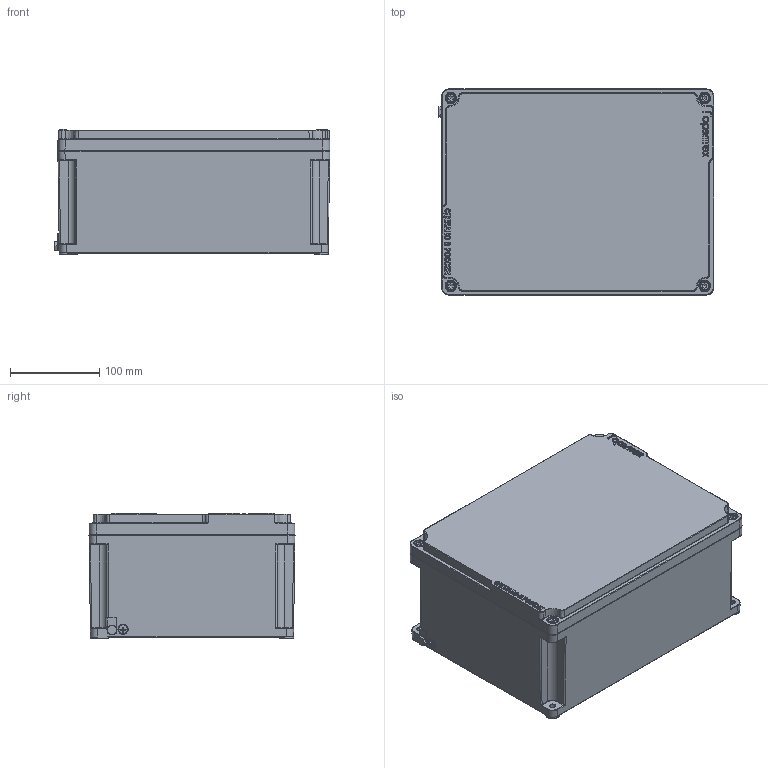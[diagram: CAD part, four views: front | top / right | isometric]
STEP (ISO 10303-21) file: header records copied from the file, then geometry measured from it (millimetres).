
FILE_DESCRIPTION((''),'2;1');
FILE_NAME('КСРВ302314_М1.stp','2019-06-07T14:56:59',('L.A.Ronzhin'),(''),'Autodesk Inventor 2012','Autodesk Inventor 2012','');
FILE_SCHEMA(('AUTOMOTIVE_DESIGN { 1 0 10303 214 1 1 1 1 }'));
Length unit declared in the file: millimetre
Products named in the file (1): КСРВ302314_М1
Bounding box: 309.35 x 231.33 x 141 mm (x, y, z)
Volume: 9458864.1 mm3; surface area: 290406.6 mm2
Topology: 1 solids, 1 shells, 729 faces, 1805 edges, 1106 vertices
Faces by surface type: plane 295, bspline 229, cylinder 125, torus 47, cone 30, sphere 3
Full cylindrical faces by diameter (mm): 4.9 x4, 5.459 x1, 6.5 x1, 8.7 x1, 10 x5, 11.4 x1
Entity records: 25127 total; most frequent: CARTESIAN_POINT 8730, ORIENTED_EDGE 3424, DIRECTION 2752, EDGE_CURVE 1712, VERTEX_POINT 1097, AXIS2_PLACEMENT_3D 926, VECTOR 900, LINE 900
